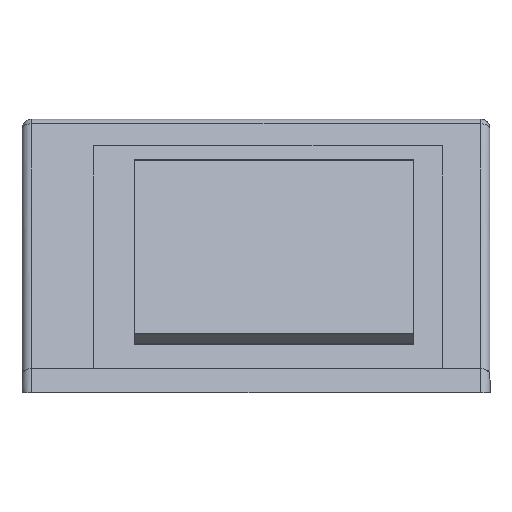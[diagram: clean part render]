
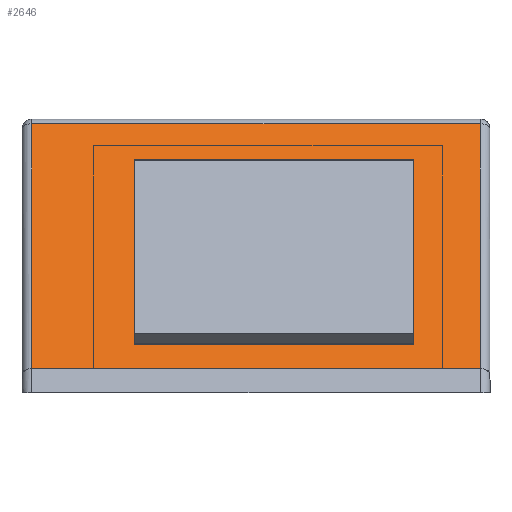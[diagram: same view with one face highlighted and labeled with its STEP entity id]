
A CAD part, front view. The second image highlights one B-rep face of the part: STEP entity #2646.
In plain terms, the highlighted planar face has unit normal (0, -0.866, 0.5).
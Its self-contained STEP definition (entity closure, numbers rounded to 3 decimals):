
#46=FACE_BOUND('',#427,.T.);
#132=PLANE('',#2854);
#269=FACE_OUTER_BOUND('',#426,.T.);
#426=EDGE_LOOP('',(#2193,#2194,#2195,#2196));
#427=EDGE_LOOP('',(#2197,#2198,#2199,#2200));
#671=LINE('',#4085,#984);
#677=LINE('',#4104,#990);
#678=LINE('',#4108,#991);
#679=LINE('',#4109,#992);
#680=LINE('',#4112,#993);
#681=LINE('',#4114,#994);
#682=LINE('',#4116,#995);
#683=LINE('',#4117,#996);
#984=VECTOR('',#3326,10.);
#990=VECTOR('',#3348,10.);
#991=VECTOR('',#3353,10.);
#992=VECTOR('',#3354,10.);
#993=VECTOR('',#3355,10.);
#994=VECTOR('',#3356,10.);
#995=VECTOR('',#3357,10.);
#996=VECTOR('',#3358,10.);
#1305=VERTEX_POINT('',#4082);
#1306=VERTEX_POINT('',#4084);
#1311=VERTEX_POINT('',#4103);
#1312=VERTEX_POINT('',#4107);
#1313=VERTEX_POINT('',#4110);
#1314=VERTEX_POINT('',#4111);
#1315=VERTEX_POINT('',#4113);
#1316=VERTEX_POINT('',#4115);
#1614=EDGE_CURVE('',#1305,#1306,#671,.T.);
#1624=EDGE_CURVE('',#1306,#1311,#677,.T.);
#1626=EDGE_CURVE('',#1305,#1312,#678,.T.);
#1627=EDGE_CURVE('',#1311,#1312,#679,.T.);
#1628=EDGE_CURVE('',#1313,#1314,#680,.T.);
#1629=EDGE_CURVE('',#1315,#1313,#681,.F.);
#1630=EDGE_CURVE('',#1316,#1315,#682,.T.);
#1631=EDGE_CURVE('',#1314,#1316,#683,.F.);
#2193=ORIENTED_EDGE('',*,*,#1614,.F.);
#2194=ORIENTED_EDGE('',*,*,#1626,.T.);
#2195=ORIENTED_EDGE('',*,*,#1627,.F.);
#2196=ORIENTED_EDGE('',*,*,#1624,.F.);
#2197=ORIENTED_EDGE('',*,*,#1628,.F.);
#2198=ORIENTED_EDGE('',*,*,#1629,.F.);
#2199=ORIENTED_EDGE('',*,*,#1630,.F.);
#2200=ORIENTED_EDGE('',*,*,#1631,.F.);
#2646=ADVANCED_FACE('',(#269,#46),#132,.T.);
#2854=AXIS2_PLACEMENT_3D('',#4106,#3351,#3352);
#3326=DIRECTION('',(0.,0.5,0.866));
#3348=DIRECTION('',(1.,0.,0.));
#3351=DIRECTION('center_axis',(0.,-0.866,
0.5));
#3352=DIRECTION('ref_axis',(0.,-0.5,-0.866));
#3353=DIRECTION('',(1.,0.,0.));
#3354=DIRECTION('',(0.,-0.5,-0.866));
#3355=DIRECTION('',(0.,0.5,0.866));
#3356=DIRECTION('',(-1.,0.,0.));
#3357=DIRECTION('',(0.,-0.5,-0.866));
#3358=DIRECTION('',(1.,0.,0.));
#4082=CARTESIAN_POINT('',(-5.5,-87.423,0.533));
#4084=CARTESIAN_POINT('',(-5.5,-57.823,51.801));
#4085=CARTESIAN_POINT('',(-5.5,-80.891,11.846));
#4103=CARTESIAN_POINT('',(88.5,-57.823,51.801));
#4104=CARTESIAN_POINT('',(19.25,-57.823,51.801));
#4106=CARTESIAN_POINT('Origin',(43.,-74.036,23.72));
#4107=CARTESIAN_POINT('',(88.5,-87.423,0.533));
#4108=CARTESIAN_POINT('',(17.75,-87.423,0.533));
#4109=CARTESIAN_POINT('',(88.5,-69.568,31.459));
#4110=CARTESIAN_POINT('',(74.5,-84.423,5.729));
#4111=CARTESIAN_POINT('',(74.5,-62.152,44.303));
#4112=CARTESIAN_POINT('',(74.5,-87.673,0.1));
#4113=CARTESIAN_POINT('',(16.,-84.423,5.729));
#4114=CARTESIAN_POINT('',(64.5,-84.423,5.729));
#4115=CARTESIAN_POINT('',(16.,-62.152,44.303));
#4116=CARTESIAN_POINT('',(16.,-62.402,43.87));
#4117=CARTESIAN_POINT('',(21.5,-62.152,44.303));
